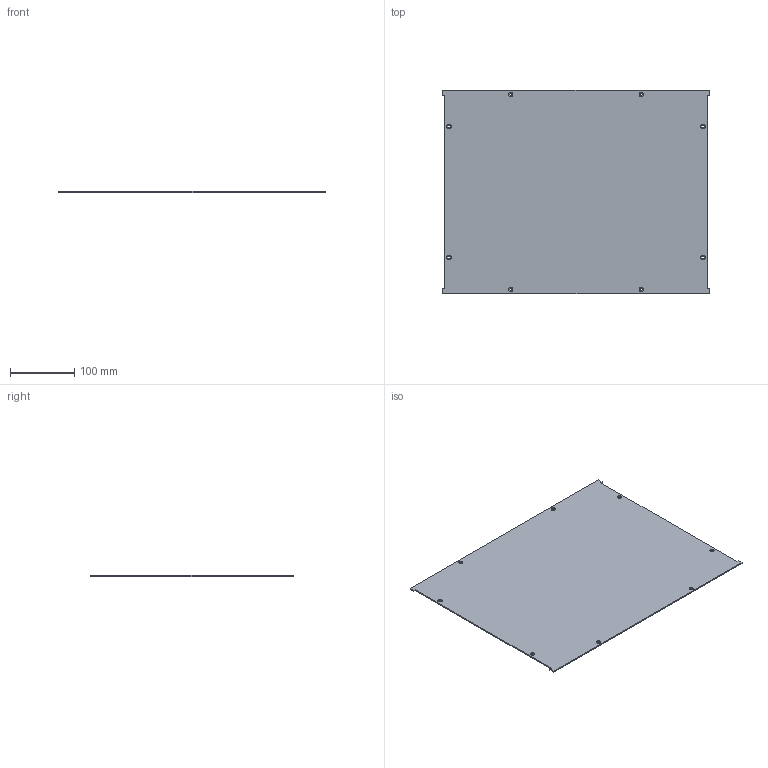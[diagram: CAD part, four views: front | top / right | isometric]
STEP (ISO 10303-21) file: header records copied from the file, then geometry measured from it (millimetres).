
FILE_DESCRIPTION (( 'STEP AP214' ), '1' );
FILE_NAME ('RM1913BKSP.STEP', '2021-09-11T15:09:15', ( '' ), ( '' ), 'SwSTEP 2.0', 'SolidWorks 2021', '' );
FILE_SCHEMA (( 'AUTOMOTIVE_DESIGN' ));
Length unit declared in the file: inch
Products named in the file (1): RM1913BKSP
Bounding box: 413.8 x 316 x 1.8 mm (x, y, z)
Volume: 231634.7 mm3; surface area: 260265.4 mm2
Topology: 1 solids, 1 shells, 30 faces, 78 edges, 50 vertices
Faces by surface type: plane 14, cylinder 8, cone 8
Full cylindrical faces by diameter (mm): 4.5 x8
Entity records: 892 total; most frequent: DIRECTION 146, CARTESIAN_POINT 139, ORIENTED_EDGE 120, EDGE_LOOP 62, EDGE_CURVE 60, AXIS2_PLACEMENT_3D 55, VERTEX_POINT 48, FACE_OUTER_BOUND 38
